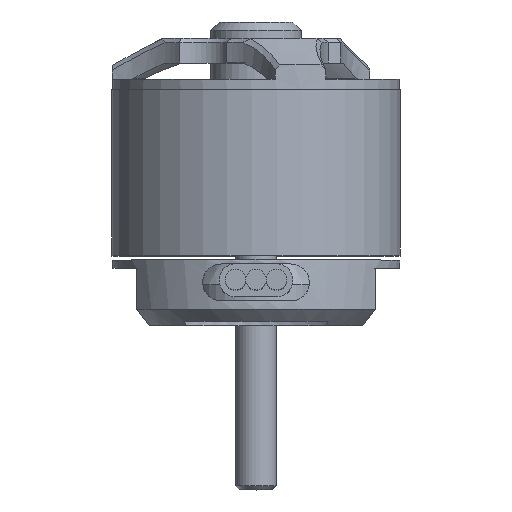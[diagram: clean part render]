
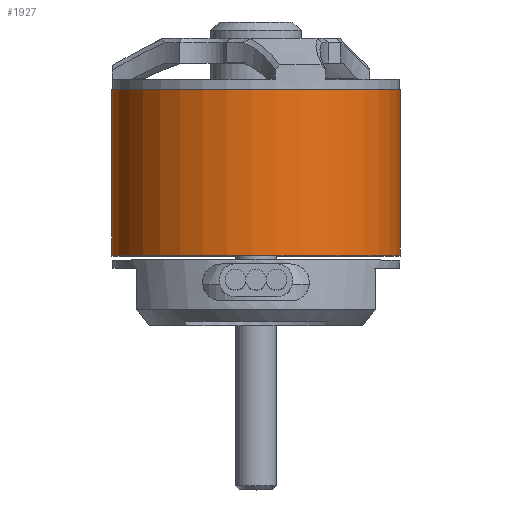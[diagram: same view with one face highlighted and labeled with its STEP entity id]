
A CAD part, top view. The second image highlights one B-rep face of the part: STEP entity #1927.
In plain terms, the highlighted cylindrical face has radius 17.55 mm (diameter 35.1 mm), a full revolution.
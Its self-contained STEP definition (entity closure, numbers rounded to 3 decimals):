
#242=CIRCLE('',#2312,17.55);
#243=CIRCLE('',#2314,17.55);
#378=FACE_OUTER_BOUND('',#508,.T.);
#508=EDGE_LOOP('',(#1712,#1713,#1714,#1715));
#593=LINE('',#3957,#666);
#666=VECTOR('',#2842,17.55);
#908=VERTEX_POINT('',#3952);
#909=VERTEX_POINT('',#3955);
#1179=EDGE_CURVE('',#908,#908,#242,.T.);
#1180=EDGE_CURVE('',#909,#909,#243,.T.);
#1181=EDGE_CURVE('',#909,#908,#593,.T.);
#1712=ORIENTED_EDGE('',*,*,#1180,.F.);
#1713=ORIENTED_EDGE('',*,*,#1181,.T.);
#1714=ORIENTED_EDGE('',*,*,#1179,.T.);
#1715=ORIENTED_EDGE('',*,*,#1181,.F.);
#1836=CYLINDRICAL_SURFACE('',#2313,17.55);
#1927=ADVANCED_FACE('',(#378),#1836,.T.);
#2312=AXIS2_PLACEMENT_3D('',#3953,#2836,#2837);
#2313=AXIS2_PLACEMENT_3D('',#3954,#2838,#2839);
#2314=AXIS2_PLACEMENT_3D('',#3956,#2840,#2841);
#2836=DIRECTION('center_axis',(-1.,0.,0.));
#2837=DIRECTION('ref_axis',(0.,0.,1.));
#2838=DIRECTION('center_axis',(-1.,0.,0.));
#2839=DIRECTION('ref_axis',(0.,0.,-1.));
#2840=DIRECTION('center_axis',(-1.,0.,0.));
#2841=DIRECTION('ref_axis',(0.,0.,1.));
#2842=DIRECTION('',(1.,0.,0.));
#3952=CARTESIAN_POINT('',(0.,0.,17.55));
#3953=CARTESIAN_POINT('Origin',(0.,0.,0.));
#3954=CARTESIAN_POINT('Origin',(-10.125,0.,0.));
#3955=CARTESIAN_POINT('',(-20.25,0.,17.55));
#3956=CARTESIAN_POINT('Origin',(-20.25,0.,0.));
#3957=CARTESIAN_POINT('',(-10.125,0.,17.55));
